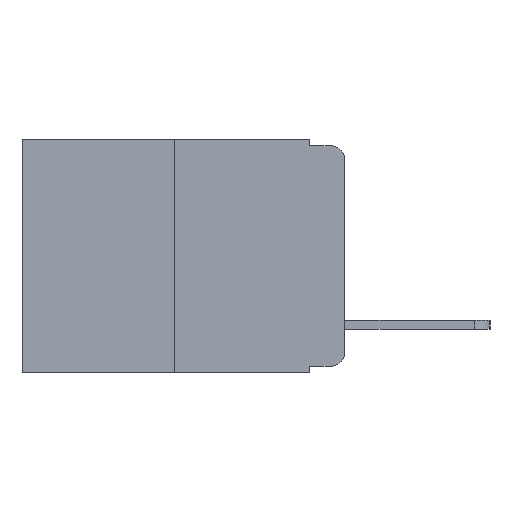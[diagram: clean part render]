
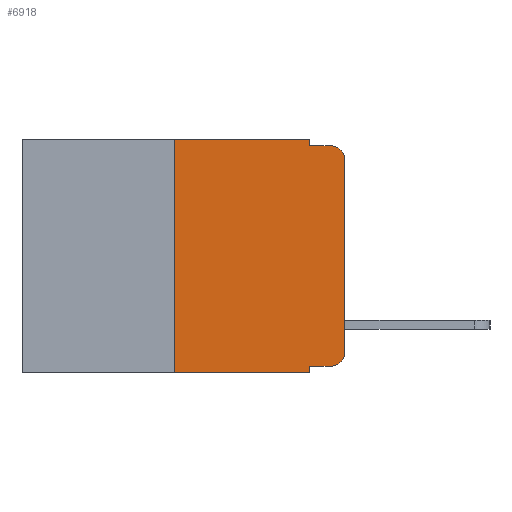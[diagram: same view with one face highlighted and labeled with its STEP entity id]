
A CAD part, left-side view. The second image highlights one B-rep face of the part: STEP entity #6918.
In plain terms, the highlighted planar face has unit normal (-1, 0, 0).
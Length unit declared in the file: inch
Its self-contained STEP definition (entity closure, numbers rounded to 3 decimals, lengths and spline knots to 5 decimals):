
#119 = EDGE_CURVE ( 'NONE', #465, #4857, #3546, .T. ) ;
#135 = VERTEX_POINT ( 'NONE', #933 ) ;
#144 = EDGE_CURVE ( 'NONE', #4857, #2686, #537, .T. ) ;
#146 = LINE ( 'NONE', #8755, #10429 ) ;
#220 = CARTESIAN_POINT ( 'NONE',  ( 0., 0.25, -0.343 ) ) ;
#348 = CARTESIAN_POINT ( 'NONE',  ( 0., 0.02, -0.03 ) ) ;
#380 = DIRECTION ( 'NONE',  ( -1., 0., 0. ) ) ;
#397 = DIRECTION ( 'NONE',  ( 0., 0., -1. ) ) ;
#465 = VERTEX_POINT ( 'NONE', #10706 ) ;
#537 = CIRCLE ( 'NONE', #5986, 0.02 ) ;
#794 = EDGE_CURVE ( 'NONE', #2340, #4846, #3970, .T. ) ;
#811 = DIRECTION ( 'NONE',  ( 0., 0., 1. ) ) ;
#845 = CARTESIAN_POINT ( 'NONE',  ( 0., 0., 0. ) ) ;
#933 = CARTESIAN_POINT ( 'NONE',  ( 0., 0.051, -0.343 ) ) ;
#1250 = ORIENTED_EDGE ( 'NONE', *, *, #144, .T. ) ;
#1621 = ORIENTED_EDGE ( 'NONE', *, *, #3071, .F. ) ;
#1777 = DIRECTION ( 'NONE',  ( 0., 0., -1. ) ) ;
#1790 = DIRECTION ( 'NONE',  ( 1., 0., 0. ) ) ;
#1900 = EDGE_CURVE ( 'NONE', #5779, #2686, #9846, .T. ) ;
#1918 = CARTESIAN_POINT ( 'NONE',  ( 0., 0.473, 0. ) ) ;
#2055 = DIRECTION ( 'NONE',  ( 0., -1., 0. ) ) ;
#2289 = ORIENTED_EDGE ( 'NONE', *, *, #3353, .T. ) ;
#2340 = VERTEX_POINT ( 'NONE', #10479 ) ;
#2686 = VERTEX_POINT ( 'NONE', #11209 ) ;
#2815 = EDGE_LOOP ( 'NONE', ( #11116, #1250, #6547, #1621, #6830, #9193, #11622, #4688, #7099, #2289 ) ) ;
#2839 = EDGE_CURVE ( 'NONE', #7043, #2340, #7384, .T. ) ;
#2954 = VECTOR ( 'NONE', #7664, 39.37008 ) ;
#2958 = EDGE_CURVE ( 'NONE', #7043, #135, #12250, .T. ) ;
#3071 = EDGE_CURVE ( 'NONE', #4846, #5779, #146, .T. ) ;
#3092 = EDGE_CURVE ( 'NONE', #7462, #9470, #10136, .T. ) ;
#3194 = EDGE_CURVE ( 'NONE', #7462, #135, #6543, .T. ) ;
#3241 = VECTOR ( 'NONE', #811, 39.37008 ) ;
#3243 = CARTESIAN_POINT ( 'NONE',  ( 0., 0.02, -0.333 ) ) ;
#3353 = EDGE_CURVE ( 'NONE', #9470, #465, #3583, .T. ) ;
#3546 = LINE ( 'NONE', #845, #3241 ) ;
#3583 = CIRCLE ( 'NONE', #10401, 0.02 ) ;
#3660 = DIRECTION ( 'NONE',  ( 0., -1., 0. ) ) ;
#3914 = CARTESIAN_POINT ( 'NONE',  ( 0., 0.051, -0.333 ) ) ;
#3970 = LINE ( 'NONE', #1918, #8298 ) ;
#4688 = ORIENTED_EDGE ( 'NONE', *, *, #3194, .F. ) ;
#4846 = VERTEX_POINT ( 'NONE', #10412 ) ;
#4857 = VERTEX_POINT ( 'NONE', #12490 ) ;
#5450 = DIRECTION ( 'NONE',  ( 0., 0., -1. ) ) ;
#5461 = DIRECTION ( 'NONE',  ( -1., 0., 0. ) ) ;
#5464 = CARTESIAN_POINT ( 'NONE',  ( 0., 0.02, -0.313 ) ) ;
#5502 = CARTESIAN_POINT ( 'NONE',  ( 0., 0.051, -0.01 ) ) ;
#5755 = AXIS2_PLACEMENT_3D ( 'NONE', #11235, #1790, #1777 ) ;
#5779 = VERTEX_POINT ( 'NONE', #5502 ) ;
#5900 = FACE_OUTER_BOUND ( 'NONE', #2815, .T. ) ;
#5986 = AXIS2_PLACEMENT_3D ( 'NONE', #348, #380, #397 ) ;
#6120 = CARTESIAN_POINT ( 'NONE',  ( 0., 0.25, 0. ) ) ;
#6242 = DIRECTION ( 'NONE',  ( 0., 0., -1. ) ) ;
#6276 = VECTOR ( 'NONE', #6242, 39.37008 ) ;
#6296 = CARTESIAN_POINT ( 'NONE',  ( 0., 0.051, 0. ) ) ;
#6543 = LINE ( 'NONE', #6296, #6276 ) ;
#6547 = ORIENTED_EDGE ( 'NONE', *, *, #1900, .F. ) ;
#6830 = ORIENTED_EDGE ( 'NONE', *, *, #794, .F. ) ;
#6837 = VECTOR ( 'NONE', #7538, 39.37008 ) ;
#6918 = ADVANCED_FACE ( 'NONE', ( #5900 ), #11301, .F. ) ;
#7043 = VERTEX_POINT ( 'NONE', #220 ) ;
#7099 = ORIENTED_EDGE ( 'NONE', *, *, #3092, .T. ) ;
#7367 = CARTESIAN_POINT ( 'NONE',  ( 0., 0.051, -0.333 ) ) ;
#7384 = LINE ( 'NONE', #6120, #6837 ) ;
#7462 = VERTEX_POINT ( 'NONE', #3914 ) ;
#7538 = DIRECTION ( 'NONE',  ( 0., 0., 1. ) ) ;
#7664 = DIRECTION ( 'NONE',  ( 0., -1., 0. ) ) ;
#8099 = DIRECTION ( 'NONE',  ( 0., -1., 0. ) ) ;
#8298 = VECTOR ( 'NONE', #3660, 39.37008 ) ;
#8515 = DIRECTION ( 'NONE',  ( 0., 0., -1. ) ) ;
#8755 = CARTESIAN_POINT ( 'NONE',  ( 0., 0.051, 0. ) ) ;
#9193 = ORIENTED_EDGE ( 'NONE', *, *, #2839, .F. ) ;
#9316 = CARTESIAN_POINT ( 'NONE',  ( 0., 0.051, -0.01 ) ) ;
#9470 = VERTEX_POINT ( 'NONE', #3243 ) ;
#9846 = LINE ( 'NONE', #9316, #11908 ) ;
#9991 = VECTOR ( 'NONE', #8099, 39.37008 ) ;
#10136 = LINE ( 'NONE', #7367, #2954 ) ;
#10401 = AXIS2_PLACEMENT_3D ( 'NONE', #5464, #5461, #5450 ) ;
#10412 = CARTESIAN_POINT ( 'NONE',  ( 0., 0.051, 0. ) ) ;
#10429 = VECTOR ( 'NONE', #8515, 39.37008 ) ;
#10479 = CARTESIAN_POINT ( 'NONE',  ( 0., 0.25, 0. ) ) ;
#10706 = CARTESIAN_POINT ( 'NONE',  ( 0., 0., -0.313 ) ) ;
#11116 = ORIENTED_EDGE ( 'NONE', *, *, #119, .T. ) ;
#11209 = CARTESIAN_POINT ( 'NONE',  ( 0., 0.02, -0.01 ) ) ;
#11235 = CARTESIAN_POINT ( 'NONE',  ( 0., 0.473, 0. ) ) ;
#11301 = PLANE ( 'NONE',  #5755 ) ;
#11366 = CARTESIAN_POINT ( 'NONE',  ( 0., 0.473, -0.343 ) ) ;
#11622 = ORIENTED_EDGE ( 'NONE', *, *, #2958, .T. ) ;
#11908 = VECTOR ( 'NONE', #2055, 39.37008 ) ;
#12250 = LINE ( 'NONE', #11366, #9991 ) ;
#12490 = CARTESIAN_POINT ( 'NONE',  ( 0., 0., -0.03 ) ) ;
